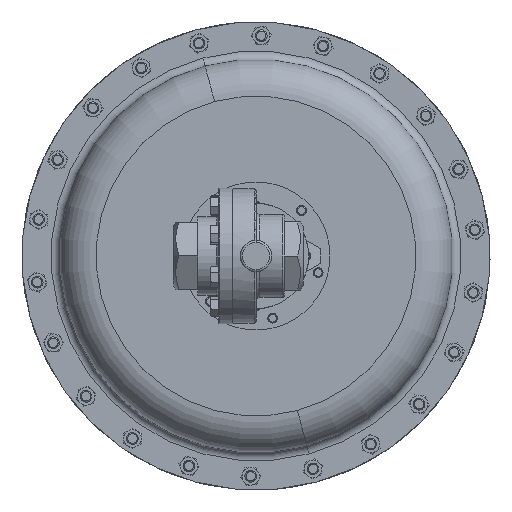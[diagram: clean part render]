
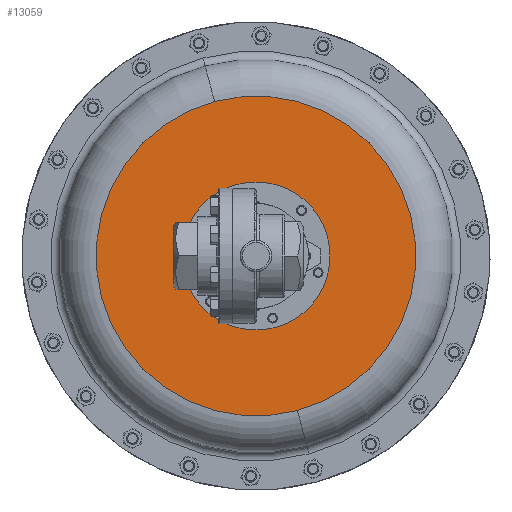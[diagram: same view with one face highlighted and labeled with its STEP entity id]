
A CAD part, front view. The second image highlights one B-rep face of the part: STEP entity #13059.
In plain terms, the highlighted planar face has unit normal (0, -1, 0).
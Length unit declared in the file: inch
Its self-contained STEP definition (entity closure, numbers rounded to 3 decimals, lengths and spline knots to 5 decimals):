
#669 = VERTEX_POINT ( 'NONE', #1677 ) ;
#791 = EDGE_CURVE ( 'NONE', #669, #3340, #25378, .T. ) ;
#1677 = CARTESIAN_POINT ( 'NONE',  ( 0.95668, 9.57865, 8.82408 ) ) ;
#3340 = VERTEX_POINT ( 'NONE', #29345 ) ;
#4390 = AXIS2_PLACEMENT_3D ( 'NONE', #35407, #15235, #38811 ) ;
#5455 = DIRECTION ( 'NONE',  ( 0., -1., 0. ) ) ;
#12081 = VERTEX_POINT ( 'NONE', #40278 ) ;
#12090 = CARTESIAN_POINT ( 'NONE',  ( -2.66724, 9.57865, 2.54726 ) ) ;
#12778 = ORIENTED_EDGE ( 'NONE', *, *, #19832, .T. ) ;
#13059 = ADVANCED_FACE ( 'NONE', ( #31848, #29726 ), #15497, .T. ) ;
#15235 = DIRECTION ( 'NONE',  ( 0., 1., 0. ) ) ;
#15355 = CARTESIAN_POINT ( 'NONE',  ( 2.28313, 9.57865, 3.87371 ) ) ;
#15497 = PLANE ( 'NONE',  #24920 ) ;
#16224 = CARTESIAN_POINT ( 'NONE',  ( 2.28313, 9.57865, 3.87371 ) ) ;
#16320 = ORIENTED_EDGE ( 'NONE', *, *, #30648, .T. ) ;
#17151 = ORIENTED_EDGE ( 'NONE', *, *, #37851, .F. ) ;
#18803 = DIRECTION ( 'NONE',  ( -0.707, 0., 0.707 ) ) ;
#19643 = DIRECTION ( 'NONE',  ( 0.259, 0., -0.966 ) ) ;
#19699 = DIRECTION ( 'NONE',  ( 0., 1., 0. ) ) ;
#19832 = EDGE_CURVE ( 'NONE', #12081, #35768, #24142, .T. ) ;
#21686 = CIRCLE ( 'NONE', #4390, 5.125 ) ;
#24142 = CIRCLE ( 'NONE', #27622, 2.375 ) ;
#24920 = AXIS2_PLACEMENT_3D ( 'NONE', #12090, #5455, #29034 ) ;
#25184 = CARTESIAN_POINT ( 'NONE',  ( 0.60375, 9.57865, 5.55309 ) ) ;
#25378 = CIRCLE ( 'NONE', #40440, 5.125 ) ;
#27622 = AXIS2_PLACEMENT_3D ( 'NONE', #39850, #19699, #43250 ) ;
#27749 = EDGE_LOOP ( 'NONE', ( #17151, #32543 ) ) ;
#29034 = DIRECTION ( 'NONE',  ( -0.259, 0., 0.966 ) ) ;
#29345 = CARTESIAN_POINT ( 'NONE',  ( 3.60958, 9.57865, -1.07666 ) ) ;
#29726 = FACE_BOUND ( 'NONE', #31415, .T. ) ;
#30648 = EDGE_CURVE ( 'NONE', #35768, #12081, #37172, .T. ) ;
#31415 = EDGE_LOOP ( 'NONE', ( #12778, #16320 ) ) ;
#31848 = FACE_OUTER_BOUND ( 'NONE', #27749, .T. ) ;
#32543 = ORIENTED_EDGE ( 'NONE', *, *, #791, .F. ) ;
#35407 = CARTESIAN_POINT ( 'NONE',  ( 2.28313, 9.57865, 3.87371 ) ) ;
#35768 = VERTEX_POINT ( 'NONE', #25184 ) ;
#37172 = CIRCLE ( 'NONE', #38653, 2.375 ) ;
#37851 = EDGE_CURVE ( 'NONE', #3340, #669, #21686, .T. ) ;
#38653 = AXIS2_PLACEMENT_3D ( 'NONE', #15355, #38915, #18803 ) ;
#38811 = DIRECTION ( 'NONE',  ( 0.259, 0., -0.966 ) ) ;
#38915 = DIRECTION ( 'NONE',  ( 0., 1., 0. ) ) ;
#39797 = DIRECTION ( 'NONE',  ( 0., 1., 0. ) ) ;
#39850 = CARTESIAN_POINT ( 'NONE',  ( 2.28313, 9.57865, 3.87371 ) ) ;
#40278 = CARTESIAN_POINT ( 'NONE',  ( 3.96251, 9.57865, 2.19433 ) ) ;
#40440 = AXIS2_PLACEMENT_3D ( 'NONE', #16224, #39797, #19643 ) ;
#43250 = DIRECTION ( 'NONE',  ( -0.707, 0., 0.707 ) ) ;
